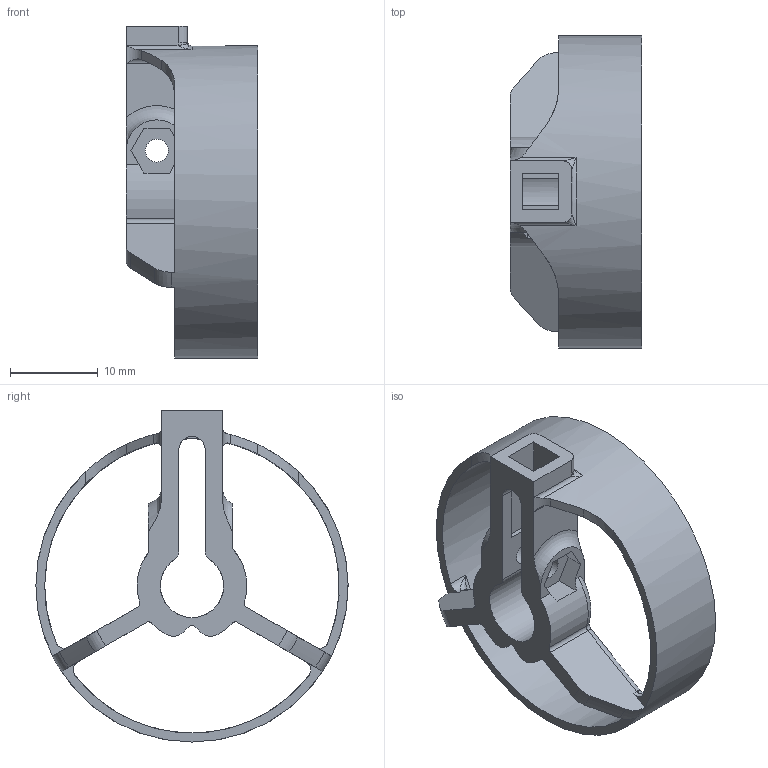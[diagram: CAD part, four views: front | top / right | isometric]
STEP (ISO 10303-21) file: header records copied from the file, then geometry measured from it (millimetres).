
FILE_DESCRIPTION(/* description */ (''),/* implementation_level */ '2;1');
FILE_NAME(/* name */ 'Motor_mount_R3.step',/* time_stamp */ '2024-06-13T12:37:07+02:00',/* author */ (''),/* organization */ (''),/* preprocessor_version */ 'ST-DEVELOPER v20',/* originating_system */ 'Autodesk Translation Framework v13.14.0.145',/* authorisation */ '');
FILE_SCHEMA (('AUTOMOTIVE_DESIGN { 1 0 10303 214 3 1 1 }'));
Length unit declared in the file: millimetre
Products named in the file (1): Motor mount w guard
Bounding box: 15 x 35.5 x 37.75 mm (x, y, z)
Volume: 2173.9 mm3; surface area: 3805.3 mm2
Topology: 1 solids, 1 shells, 117 faces, 332 edges, 204 vertices
Faces by surface type: plane 41, cylinder 40, torus 24, bspline 10, cone 2
Full cylindrical faces by diameter (mm): 2.6 x2, 4.8 x1, 33.5 x1, 35.5 x1
Entity records: 4439 total; most frequent: CARTESIAN_POINT 1410, ORIENTED_EDGE 652, DIRECTION 621, EDGE_CURVE 326, AXIS2_PLACEMENT_3D 241, VERTEX_POINT 204, LINE 139, VECTOR 139
